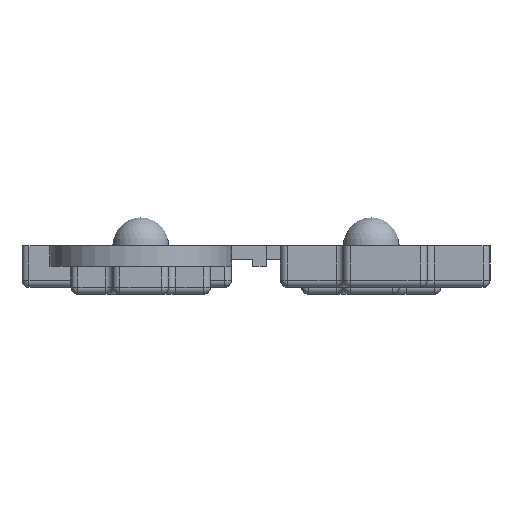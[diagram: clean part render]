
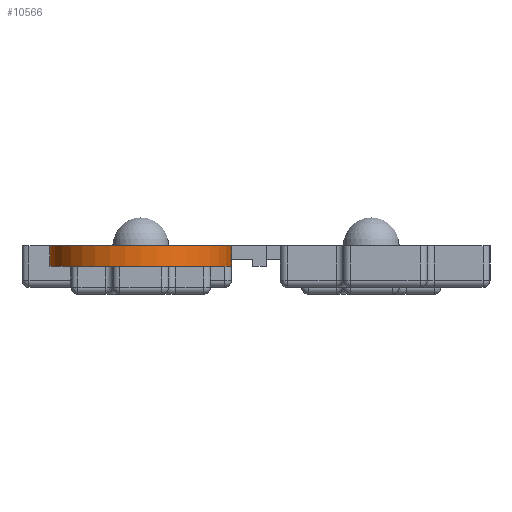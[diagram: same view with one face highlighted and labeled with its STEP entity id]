
A CAD part, left-side view. The second image highlights one B-rep face of the part: STEP entity #10566.
In plain terms, the highlighted cylindrical face has radius 13 mm (diameter 26 mm), a full revolution.
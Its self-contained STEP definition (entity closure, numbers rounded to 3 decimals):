
#149=CYLINDRICAL_SURFACE('',#11371,13.);
#546=CIRCLE('',#11306,13.);
#547=CIRCLE('',#11307,13.);
#585=CIRCLE('',#11345,13.);
#599=CIRCLE('',#11369,13.);
#600=CIRCLE('',#11372,13.);
#601=CIRCLE('',#11373,13.);
#1060=FACE_OUTER_BOUND('',#1780,.T.);
#1780=EDGE_LOOP('',(#7471,#7472,#7473,#7474,#7475,#7476,#7477,#7478,#7479,
#7480,#7481,#7482));
#2717=LINE('',#16610,#3727);
#2733=LINE('',#16642,#3743);
#2734=LINE('',#16644,#3744);
#2735=LINE('',#16647,#3745);
#2736=LINE('',#16648,#3746);
#3727=VECTOR('',#12955,10.);
#3743=VECTOR('',#12981,13.);
#3744=VECTOR('',#12982,10.);
#3745=VECTOR('',#12985,10.);
#3746=VECTOR('',#12986,10.);
#4655=VERTEX_POINT('',#16232);
#4656=VERTEX_POINT('',#16234);
#4657=VERTEX_POINT('',#16236);
#4780=VERTEX_POINT('',#16483);
#4781=VERTEX_POINT('',#16485);
#4833=VERTEX_POINT('',#16609);
#4835=VERTEX_POINT('',#16615);
#4844=VERTEX_POINT('',#16640);
#4845=VERTEX_POINT('',#16643);
#4846=VERTEX_POINT('',#16645);
#5636=EDGE_CURVE('',#4655,#4656,#546,.T.);
#5637=EDGE_CURVE('',#4656,#4657,#547,.T.);
#5762=EDGE_CURVE('',#4780,#4781,#585,.T.);
#5825=EDGE_CURVE('',#4780,#4833,#2717,.T.);
#5828=EDGE_CURVE('',#4833,#4835,#599,.T.);
#5842=EDGE_CURVE('',#4844,#4844,#600,.T.);
#5843=EDGE_CURVE('',#4844,#4656,#2733,.T.);
#5844=EDGE_CURVE('',#4845,#4655,#2734,.T.);
#5845=EDGE_CURVE('',#4846,#4845,#601,.T.);
#5846=EDGE_CURVE('',#4781,#4846,#2735,.T.);
#5847=EDGE_CURVE('',#4835,#4657,#2736,.T.);
#7471=ORIENTED_EDGE('',*,*,#5842,.F.);
#7472=ORIENTED_EDGE('',*,*,#5843,.T.);
#7473=ORIENTED_EDGE('',*,*,#5636,.F.);
#7474=ORIENTED_EDGE('',*,*,#5844,.F.);
#7475=ORIENTED_EDGE('',*,*,#5845,.F.);
#7476=ORIENTED_EDGE('',*,*,#5846,.F.);
#7477=ORIENTED_EDGE('',*,*,#5762,.F.);
#7478=ORIENTED_EDGE('',*,*,#5825,.T.);
#7479=ORIENTED_EDGE('',*,*,#5828,.T.);
#7480=ORIENTED_EDGE('',*,*,#5847,.T.);
#7481=ORIENTED_EDGE('',*,*,#5637,.F.);
#7482=ORIENTED_EDGE('',*,*,#5843,.F.);
#10566=ADVANCED_FACE('',(#1060),#149,.T.);
#11306=AXIS2_PLACEMENT_3D('',#16235,#12695,#12696);
#11307=AXIS2_PLACEMENT_3D('',#16237,#12697,#12698);
#11345=AXIS2_PLACEMENT_3D('',#16486,#12860,#12861);
#11369=AXIS2_PLACEMENT_3D('',#16616,#12960,#12961);
#11371=AXIS2_PLACEMENT_3D('',#16639,#12977,#12978);
#11372=AXIS2_PLACEMENT_3D('',#16641,#12979,#12980);
#11373=AXIS2_PLACEMENT_3D('',#16646,#12983,#12984);
#12695=DIRECTION('center_axis',(0.,0.,1.));
#12696=DIRECTION('ref_axis',(0.,-1.,0.));
#12697=DIRECTION('center_axis',(0.,0.,1.));
#12698=DIRECTION('ref_axis',(0.,-1.,0.));
#12860=DIRECTION('center_axis',(0.,0.,1.));
#12861=DIRECTION('ref_axis',(0.,-1.,0.));
#12955=DIRECTION('',(0.,0.,-1.));
#12960=DIRECTION('center_axis',(0.,0.,-1.));
#12961=DIRECTION('ref_axis',(0.,-1.,0.));
#12977=DIRECTION('center_axis',(0.,0.,-1.));
#12978=DIRECTION('ref_axis',(0.,-1.,0.));
#12979=DIRECTION('center_axis',(0.,0.,-1.));
#12980=DIRECTION('ref_axis',(0.,-1.,0.));
#12981=DIRECTION('',(0.,0.,1.));
#12982=DIRECTION('',(0.,0.,1.));
#12983=DIRECTION('center_axis',(0.,0.,1.));
#12984=DIRECTION('ref_axis',(0.,-1.,0.));
#12985=DIRECTION('',(0.,0.,-1.));
#12986=DIRECTION('',(0.,0.,1.));
#16232=CARTESIAN_POINT('',(-105.351,65.,-10.));
#16234=CARTESIAN_POINT('',(-118.,75.,-10.));
#16235=CARTESIAN_POINT('Origin',(-118.,62.,-10.));
#16236=CARTESIAN_POINT('',(-118.,49.,-10.));
#16237=CARTESIAN_POINT('Origin',(-118.,62.,-10.));
#16483=CARTESIAN_POINT('',(-116.,49.155,-10.));
#16485=CARTESIAN_POINT('',(-105.039,63.,-10.));
#16486=CARTESIAN_POINT('Origin',(-118.,62.,-10.));
#16609=CARTESIAN_POINT('',(-116.,49.155,-12.));
#16610=CARTESIAN_POINT('',(-116.,49.155,-11.5));
#16615=CARTESIAN_POINT('',(-118.,49.,-12.));
#16616=CARTESIAN_POINT('Origin',(-118.,62.,-12.));
#16639=CARTESIAN_POINT('Origin',(-118.,62.,-11.5));
#16640=CARTESIAN_POINT('',(-118.,75.,-13.));
#16641=CARTESIAN_POINT('Origin',(-118.,62.,-13.));
#16642=CARTESIAN_POINT('',(-118.,75.,-11.5));
#16643=CARTESIAN_POINT('',(-105.351,65.,-11.5));
#16644=CARTESIAN_POINT('',(-105.351,65.,-11.5));
#16645=CARTESIAN_POINT('',(-105.039,63.,-11.5));
#16646=CARTESIAN_POINT('Origin',(-118.,62.,-11.5));
#16647=CARTESIAN_POINT('',(-105.039,63.,-11.5));
#16648=CARTESIAN_POINT('',(-118.,49.,-11.5));
